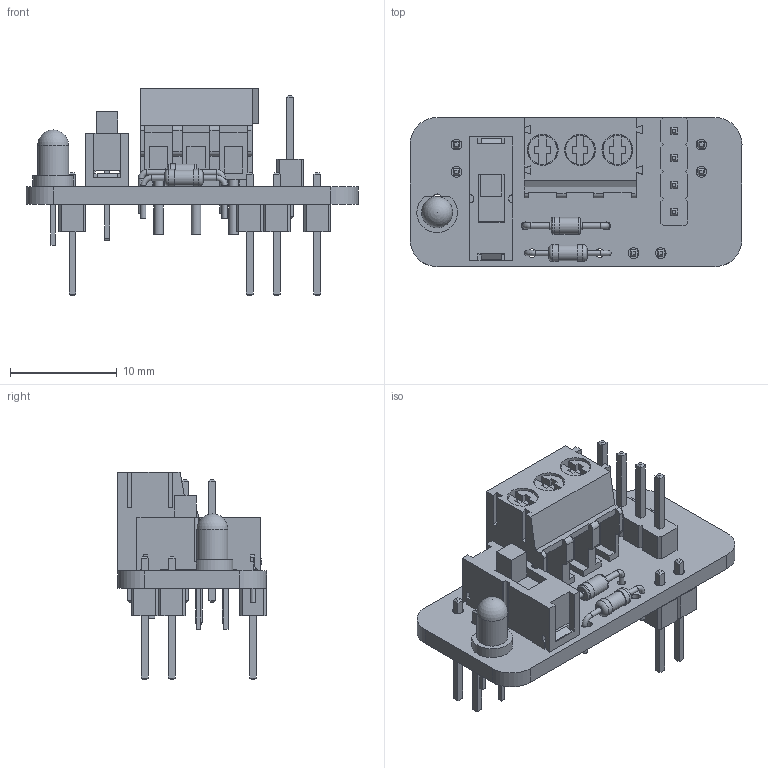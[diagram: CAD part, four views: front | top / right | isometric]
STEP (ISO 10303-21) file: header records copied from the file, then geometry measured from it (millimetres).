
FILE_DESCRIPTION(('KiCad electronic assembly'),'2;1');
FILE_NAME('project.step','2023-07-09T22:00:28',('Pcbnew'),('Kicad'), 'Open CASCADE STEP processor 7.6','KiCad to STEP converter','Unknown' );
FILE_SCHEMA(('AUTOMOTIVE_DESIGN { 1 0 10303 214 1 1 1 1 }'));
Length unit declared in the file: millimetre
Products named in the file (16): project 1; PinHeader_1x04_P2.54mm_Vertical; SOLID; D_DO-34_SOD68_P7.62mm_Horizontal; TerminalBlock_Phoenix_PT-1,5-3-3.5-H_1x03_P3.50mm_Horizontal; LED_D3.0mm_Clear; R_Axial_DIN0204_L3.6mm_D1.6mm_P7.62mm_Horizontal; SPDT_EG1218; PinHeader_1x02_P2.54mm_Vertical; _autosave-project PCB
Assembly tree (17 placements, depth 3):
  project 1
    PinHeader_1x04_P2.54mm_Vertical
      SOLID
    D_DO-34_SOD68_P7.62mm_Horizontal
      SOLID
    TerminalBlock_Phoenix_PT-1,5-3-3.5-H_1x03_P3.50mm_Horizontal
      SOLID
    LED_D3.0mm_Clear
      SOLID
    R_Axial_DIN0204_L3.6mm_D1.6mm_P7.62mm_Horizontal
      SOLID
    SPDT_EG1218
      SOLID
    PinHeader_1x02_P2.54mm_Vertical  x3
      SOLID
    _autosave-project PCB
Bounding box: 31.11 x 13.98 x 19.44 mm (x, y, z)
Volume: 1589.3 mm3; surface area: 3374.2 mm2
Topology: 10 solids, 10 shells, 680 faces, 1714 edges, 1091 vertices
Faces by surface type: plane 594, cylinder 77, torus 6, revolution 2, sphere 1
Full cylindrical faces by diameter (mm): 0.5 x4, 0.55 x4, 0.688 x2, 0.75 x2, 0.8 x2, 0.813 x3, 0.9 x5, 1 x10, 1.2 x3, 1.44 x1, 1.6 x4, 1.61 x1, 2.7 x3, 2.9 x4
Entity records: 39425 total; most frequent: CARTESIAN_POINT 6290, DIRECTION 5731, LINE 3996, VECTOR 3996, ORIENTED_EDGE 2938, PCURVE 2938, DEFINITIONAL_REPRESENTATION 2938, EDGE_CURVE 1469
